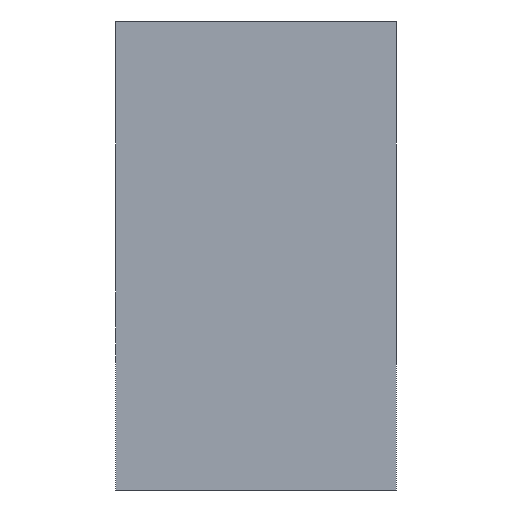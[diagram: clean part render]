
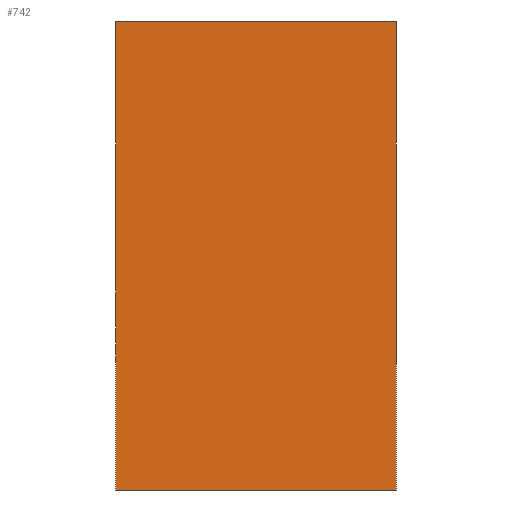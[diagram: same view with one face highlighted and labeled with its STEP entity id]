
A CAD part, left-side view. The second image highlights one B-rep face of the part: STEP entity #742.
In plain terms, the highlighted planar face has unit normal (-1, 0, 0).
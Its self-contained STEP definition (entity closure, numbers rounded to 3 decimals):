
#683=CARTESIAN_POINT('',(0.0,0.0,20.0));
#684=VERTEX_POINT('',#683);
#692=CARTESIAN_POINT('',(0.0,12.,20.0));
#693=VERTEX_POINT('',#692);
#700=CARTESIAN_POINT('',(0.0,0.0,20.0));
#701=DIRECTION('',(0.0,1.0,0.0));
#702=VECTOR('',#701,12.);
#703=LINE('',#700,#702);
#704=EDGE_CURVE('',#684,#693,#703,.T.);
#712=CARTESIAN_POINT('',(0.0,0.0,0.0));
#713=DIRECTION('',(-1.0,0.0,0.0));
#714=DIRECTION('',(0.0,0.0,1.0));
#715=AXIS2_PLACEMENT_3D('',#712,#713,#714);
#716=PLANE('',#715);
#717=CARTESIAN_POINT('',(0.0,0.0,0.0));
#718=VERTEX_POINT('',#717);
#719=CARTESIAN_POINT('',(0.0,0.0,20.0));
#720=DIRECTION('',(0.0,0.0,-1.0));
#721=VECTOR('',#720,20.0);
#722=LINE('',#719,#721);
#723=EDGE_CURVE('',#684,#718,#722,.T.);
#724=ORIENTED_EDGE('',*,*,#723,.F.);
#725=ORIENTED_EDGE('',*,*,#704,.T.);
#726=CARTESIAN_POINT('',(0.0,12.,0.0));
#727=VERTEX_POINT('',#726);
#728=CARTESIAN_POINT('',(0.0,12.,0.0));
#729=DIRECTION('',(0.0,0.0,1.0));
#730=VECTOR('',#729,20.0);
#731=LINE('',#728,#730);
#732=EDGE_CURVE('',#727,#693,#731,.T.);
#733=ORIENTED_EDGE('',*,*,#732,.F.);
#734=CARTESIAN_POINT('',(0.0,0.0,0.0));
#735=DIRECTION('',(0.0,1.0,0.0));
#736=VECTOR('',#735,12.);
#737=LINE('',#734,#736);
#738=EDGE_CURVE('',#718,#727,#737,.T.);
#739=ORIENTED_EDGE('',*,*,#738,.F.);
#740=EDGE_LOOP('',(#724,#725,#733,#739));
#741=FACE_OUTER_BOUND('',#740,.T.);
#742=ADVANCED_FACE('',(#741),#716,.T.);
